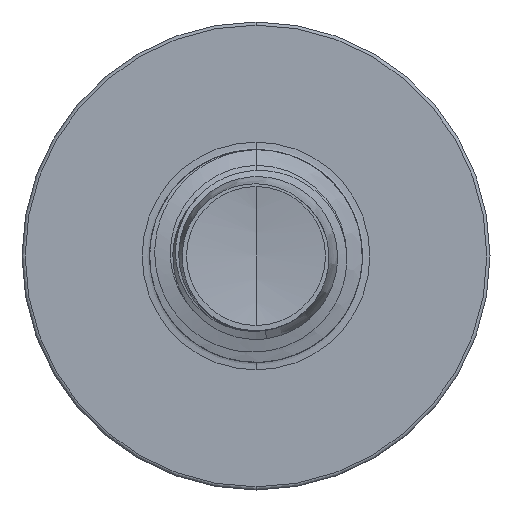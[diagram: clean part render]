
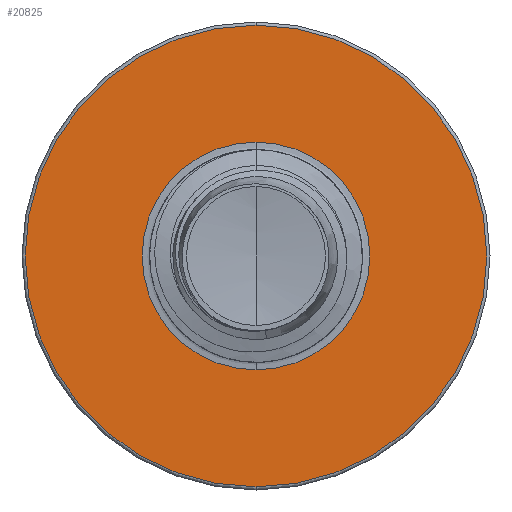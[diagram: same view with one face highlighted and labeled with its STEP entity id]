
A CAD part, front view. The second image highlights one B-rep face of the part: STEP entity #20825.
In plain terms, the highlighted planar face has unit normal (0, -1, 0).
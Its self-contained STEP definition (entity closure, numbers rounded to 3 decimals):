
#2596 = AXIS2_PLACEMENT_3D ( 'NONE', #20654, #54146, #25458 ) ;
#3235 = EDGE_CURVE ( 'NONE', #60669, #34191, #13294, .T. ) ;
#4046 = DIRECTION ( 'NONE',  ( 0., 0., 1. ) ) ;
#4795 = DIRECTION ( 'NONE',  ( 0., 0., 1. ) ) ;
#4844 = CIRCLE ( 'NONE', #51980, 5.425 ) ;
#5107 = CARTESIAN_POINT ( 'NONE',  ( 0., 30., 0. ) ) ;
#7150 = FACE_OUTER_BOUND ( 'NONE', #42089, .T. ) ;
#7383 = AXIS2_PLACEMENT_3D ( 'NONE', #5107, #38583, #9913 ) ;
#9315 = CARTESIAN_POINT ( 'NONE',  ( 0., 30., 0. ) ) ;
#9913 = DIRECTION ( 'NONE',  ( 0., 0., 1. ) ) ;
#10579 = EDGE_CURVE ( 'NONE', #17476, #45362, #29659, .T. ) ;
#13294 = CIRCLE ( 'NONE', #7383, 5.425 ) ;
#14108 = DIRECTION ( 'NONE',  ( 0., 0., 1. ) ) ;
#14199 = DIRECTION ( 'NONE',  ( 0., 1., 0. ) ) ;
#14403 = AXIS2_PLACEMENT_3D ( 'NONE', #9315, #42804, #14108 ) ;
#16628 = CIRCLE ( 'NONE', #14403, 2.677 ) ;
#17476 = VERTEX_POINT ( 'NONE', #47017 ) ;
#17772 = EDGE_LOOP ( 'NONE', ( #45596, #38490 ) ) ;
#17882 = AXIS2_PLACEMENT_3D ( 'NONE', #28618, #14199, #4795 ) ;
#20654 = CARTESIAN_POINT ( 'NONE',  ( 0., 30., 0. ) ) ;
#20825 = ADVANCED_FACE ( 'NONE', ( #7150, #55044 ), #33432, .F. ) ;
#23752 = EDGE_CURVE ( 'NONE', #34191, #60669, #4844, .T. ) ;
#25458 = DIRECTION ( 'NONE',  ( 0., 0., 1. ) ) ;
#28618 = CARTESIAN_POINT ( 'NONE',  ( 0., 30., -2.677 ) ) ;
#29659 = CIRCLE ( 'NONE', #2596, 2.677 ) ;
#32295 = ORIENTED_EDGE ( 'NONE', *, *, #3235, .F. ) ;
#32678 = DIRECTION ( 'NONE',  ( 0., 1., 0. ) ) ;
#33432 = PLANE ( 'NONE',  #17882 ) ;
#34191 = VERTEX_POINT ( 'NONE', #37853 ) ;
#35211 = CARTESIAN_POINT ( 'NONE',  ( 0., 30., 5.425 ) ) ;
#37853 = CARTESIAN_POINT ( 'NONE',  ( 0., 30., -5.425 ) ) ;
#38490 = ORIENTED_EDGE ( 'NONE', *, *, #10579, .T. ) ;
#38583 = DIRECTION ( 'NONE',  ( 0., 1., 0. ) ) ;
#42089 = EDGE_LOOP ( 'NONE', ( #32295, #51544 ) ) ;
#42804 = DIRECTION ( 'NONE',  ( 0., 1., 0. ) ) ;
#43920 = CARTESIAN_POINT ( 'NONE',  ( 0., 30., 2.677 ) ) ;
#45362 = VERTEX_POINT ( 'NONE', #43920 ) ;
#45596 = ORIENTED_EDGE ( 'NONE', *, *, #52641, .T. ) ;
#47017 = CARTESIAN_POINT ( 'NONE',  ( 0., 30., -2.677 ) ) ;
#51544 = ORIENTED_EDGE ( 'NONE', *, *, #23752, .F. ) ;
#51980 = AXIS2_PLACEMENT_3D ( 'NONE', #61369, #32678, #4046 ) ;
#52641 = EDGE_CURVE ( 'NONE', #45362, #17476, #16628, .T. ) ;
#54146 = DIRECTION ( 'NONE',  ( 0., 1., 0. ) ) ;
#55044 = FACE_BOUND ( 'NONE', #17772, .T. ) ;
#60669 = VERTEX_POINT ( 'NONE', #35211 ) ;
#61369 = CARTESIAN_POINT ( 'NONE',  ( 0., 30., 0. ) ) ;
